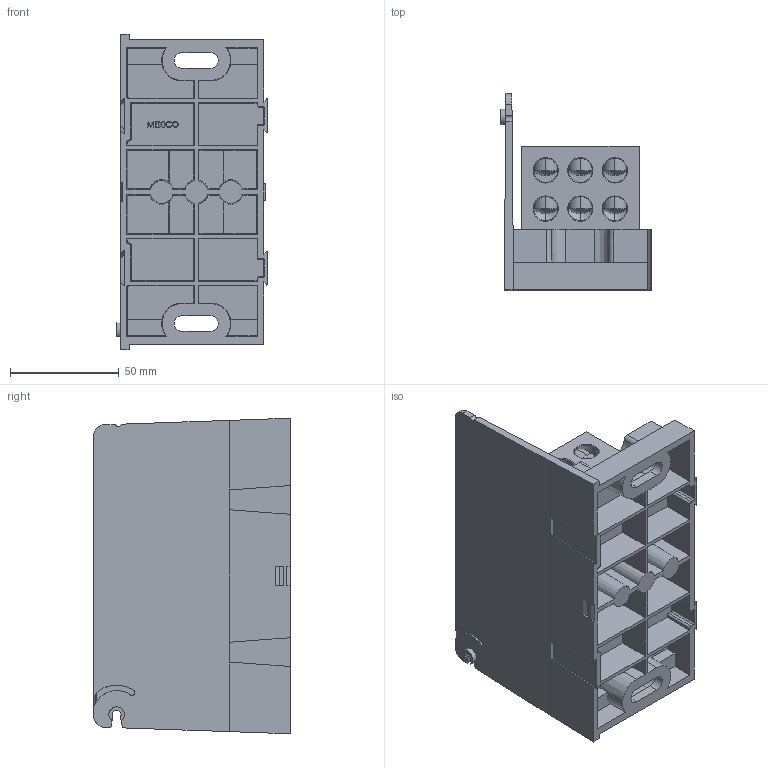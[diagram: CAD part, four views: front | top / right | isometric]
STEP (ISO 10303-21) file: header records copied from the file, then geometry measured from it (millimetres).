
FILE_DESCRIPTION (( 'STEP AP214' ), '1' );
FILE_NAME ('701918_adder_rev-.STEP', '2013-08-27T11:46:07', ( '' ), ( '' ), 'SwSTEP 2.0', 'SolidWorks 2013', '' );
FILE_SCHEMA (( 'AUTOMOTIVE_DESIGN' ));
Length unit declared in the file: inch
Products named in the file (1): 701918_adder_rev-
Bounding box: 69.22 x 90.17 x 144.78 mm (x, y, z)
Volume: 223438 mm3; surface area: 120218 mm2
Topology: 12 solids, 12 shells, 889 faces, 2230 edges, 1405 vertices
Faces by surface type: plane 342, cylinder 250, cone 248, torus 24, bspline 21, sphere 4
Entity records: 43323 total; most frequent: CARTESIAN_POINT 11189, ORIENTED_EDGE 4448, DIRECTION 4004, EDGE_CURVE 2224, VERTEX_POINT 1405, AXIS2_PLACEMENT_3D 1372, VECTOR 1260, LINE 1260
